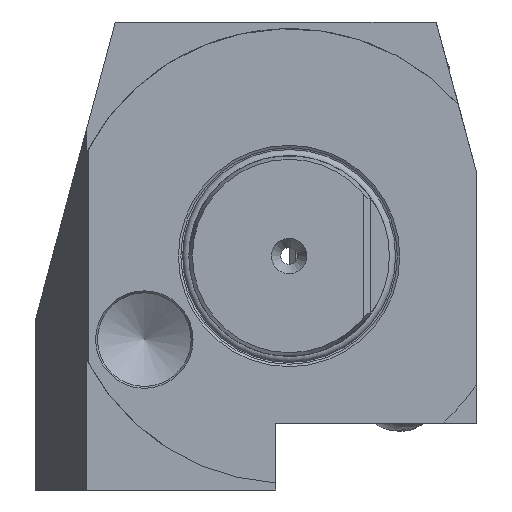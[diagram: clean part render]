
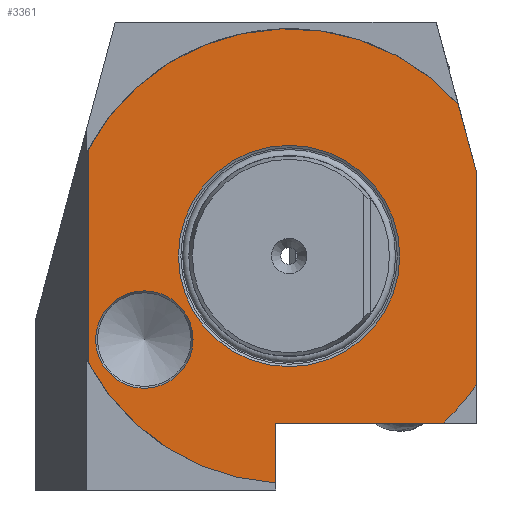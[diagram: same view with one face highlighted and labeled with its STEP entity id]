
A CAD part, front view. The second image highlights one B-rep face of the part: STEP entity #3361.
In plain terms, the highlighted planar face has unit normal (0, -1, 0).
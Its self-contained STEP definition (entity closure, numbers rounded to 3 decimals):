
#66 = DIRECTION ( 'NONE',  ( 0., 0., 1. ) ) ;
#88 = CARTESIAN_POINT ( 'NONE',  ( 0., 0., 0. ) ) ;
#564 = VERTEX_POINT ( 'NONE', #2491 ) ;
#888 = ORIENTED_EDGE ( 'NONE', *, *, #7655, .T. ) ;
#899 = EDGE_CURVE ( 'NONE', #2823, #4996, #4148, .T. ) ;
#972 = EDGE_CURVE ( 'NONE', #6743, #10007, #3147, .T. ) ;
#1208 = CIRCLE ( 'NONE', #3083, 7.289 ) ;
#1276 = LINE ( 'NONE', #5732, #5344 ) ;
#1303 = ORIENTED_EDGE ( 'NONE', *, *, #899, .F. ) ;
#1402 = CARTESIAN_POINT ( 'NONE',  ( -21.651, 0., -12.5 ) ) ;
#1525 = EDGE_LOOP ( 'NONE', ( #7867 ) ) ;
#1603 = ORIENTED_EDGE ( 'NONE', *, *, #3581, .T. ) ;
#2058 = CARTESIAN_POINT ( 'NONE',  ( -30., 0., -16. ) ) ;
#2226 = DIRECTION ( 'NONE',  ( 1., 0., 0. ) ) ;
#2491 = CARTESIAN_POINT ( 'NONE',  ( -16.55, 0., 0. ) ) ;
#2506 = CARTESIAN_POINT ( 'NONE',  ( -2., 0., -25. ) ) ;
#2553 = CARTESIAN_POINT ( 'NONE',  ( 0., 0., 0. ) ) ;
#2785 = CARTESIAN_POINT ( 'NONE',  ( 25.289, 0., 22.726 ) ) ;
#2823 = VERTEX_POINT ( 'NONE', #9332 ) ;
#2918 = ORIENTED_EDGE ( 'NONE', *, *, #3654, .F. ) ;
#3083 = AXIS2_PLACEMENT_3D ( 'NONE', #1402, #7131, #2226 ) ;
#3147 = CIRCLE ( 'NONE', #6504, 34. ) ;
#3152 = ORIENTED_EDGE ( 'NONE', *, *, #5938, .F. ) ;
#3184 = DIRECTION ( 'NONE',  ( 1., 0., 0. ) ) ;
#3240 = AXIS2_PLACEMENT_3D ( 'NONE', #88, #4869, #8371 ) ;
#3308 = FACE_OUTER_BOUND ( 'NONE', #6451, .T. ) ;
#3361 = ADVANCED_FACE ( 'NONE', ( #9620, #3308, #7687 ), #10165, .T. ) ;
#3383 = DIRECTION ( 'NONE',  ( -1., 0., 0. ) ) ;
#3512 = CARTESIAN_POINT ( 'NONE',  ( -30., 0., 16. ) ) ;
#3581 = EDGE_CURVE ( 'NONE', #5316, #10007, #7272, .T. ) ;
#3582 = ORIENTED_EDGE ( 'NONE', *, *, #5472, .T. ) ;
#3645 = DIRECTION ( 'NONE',  ( 0., -1., 0. ) ) ;
#3654 = EDGE_CURVE ( 'NONE', #8571, #4903, #6602, .T. ) ;
#3739 = LINE ( 'NONE', #6029, #7846 ) ;
#3774 = VERTEX_POINT ( 'NONE', #9832 ) ;
#3851 = ORIENTED_EDGE ( 'NONE', *, *, #972, .F. ) ;
#4008 = CARTESIAN_POINT ( 'NONE',  ( 0., 0., 0. ) ) ;
#4138 = CARTESIAN_POINT ( 'NONE',  ( -30., 0., -35. ) ) ;
#4148 = CIRCLE ( 'NONE', #3240, 34. ) ;
#4286 = ORIENTED_EDGE ( 'NONE', *, *, #8895, .T. ) ;
#4695 = CARTESIAN_POINT ( 'NONE',  ( 28., 0., 0. ) ) ;
#4764 = AXIS2_PLACEMENT_3D ( 'NONE', #2553, #8309, #3383 ) ;
#4824 = DIRECTION ( 'NONE',  ( -1., 0., 0. ) ) ;
#4869 = DIRECTION ( 'NONE',  ( 0., 1., 0. ) ) ;
#4903 = VERTEX_POINT ( 'NONE', #2785 ) ;
#4955 = DIRECTION ( 'NONE',  ( -1., 0., 0. ) ) ;
#4996 = VERTEX_POINT ( 'NONE', #2058 ) ;
#5125 = AXIS2_PLACEMENT_3D ( 'NONE', #4008, #9776, #4824 ) ;
#5316 = VERTEX_POINT ( 'NONE', #2506 ) ;
#5344 = VECTOR ( 'NONE', #6568, 1000. ) ;
#5374 = AXIS2_PLACEMENT_3D ( 'NONE', #8558, #3645, #9391 ) ;
#5438 = CARTESIAN_POINT ( 'NONE',  ( 28., 0., -19.287 ) ) ;
#5472 = EDGE_CURVE ( 'NONE', #7462, #4903, #3739, .T. ) ;
#5506 = DIRECTION ( 'NONE',  ( 0., 0., 1. ) ) ;
#5596 = EDGE_LOOP ( 'NONE', ( #9437 ) ) ;
#5691 = CARTESIAN_POINT ( 'NONE',  ( 0., 0., 0. ) ) ;
#5732 = CARTESIAN_POINT ( 'NONE',  ( -2., 0., 0. ) ) ;
#5938 = EDGE_CURVE ( 'NONE', #4996, #8571, #6533, .T. ) ;
#6018 = CARTESIAN_POINT ( 'NONE',  ( 28., 0., 12.608 ) ) ;
#6029 = CARTESIAN_POINT ( 'NONE',  ( 28.168, 0., 11.982 ) ) ;
#6451 = EDGE_LOOP ( 'NONE', ( #3152, #1303, #4286, #1603, #3851, #888, #3582, #2918 ) ) ;
#6504 = AXIS2_PLACEMENT_3D ( 'NONE', #5691, #10021, #4955 ) ;
#6533 = LINE ( 'NONE', #4138, #8742 ) ;
#6568 = DIRECTION ( 'NONE',  ( 0., 0., 1. ) ) ;
#6602 = CIRCLE ( 'NONE', #4764, 34. ) ;
#6675 = LINE ( 'NONE', #4695, #8619 ) ;
#6743 = VERTEX_POINT ( 'NONE', #5438 ) ;
#6878 = DIRECTION ( 'NONE',  ( -0.259, 0., 0.966 ) ) ;
#7012 = VECTOR ( 'NONE', #3184, 1000. ) ;
#7131 = DIRECTION ( 'NONE',  ( 0., 1., 0. ) ) ;
#7245 = EDGE_CURVE ( 'NONE', #3774, #3774, #1208, .T. ) ;
#7272 = LINE ( 'NONE', #8923, #7012 ) ;
#7462 = VERTEX_POINT ( 'NONE', #6018 ) ;
#7655 = EDGE_CURVE ( 'NONE', #6743, #7462, #6675, .T. ) ;
#7687 = FACE_BOUND ( 'NONE', #1525, .T. ) ;
#7846 = VECTOR ( 'NONE', #6878, 1000. ) ;
#7867 = ORIENTED_EDGE ( 'NONE', *, *, #10032, .T. ) ;
#8032 = CARTESIAN_POINT ( 'NONE',  ( 23.043, 0., -25. ) ) ;
#8309 = DIRECTION ( 'NONE',  ( 0., 1., 0. ) ) ;
#8371 = DIRECTION ( 'NONE',  ( -1., 0., 0. ) ) ;
#8558 = CARTESIAN_POINT ( 'NONE',  ( -16.55, 0., 0. ) ) ;
#8571 = VERTEX_POINT ( 'NONE', #3512 ) ;
#8619 = VECTOR ( 'NONE', #5506, 1000. ) ;
#8742 = VECTOR ( 'NONE', #66, 1000. ) ;
#8895 = EDGE_CURVE ( 'NONE', #2823, #5316, #1276, .T. ) ;
#8923 = CARTESIAN_POINT ( 'NONE',  ( -16.55, 0., -25. ) ) ;
#9332 = CARTESIAN_POINT ( 'NONE',  ( -2., 0., -33.941 ) ) ;
#9391 = DIRECTION ( 'NONE',  ( 1., 0., 0. ) ) ;
#9437 = ORIENTED_EDGE ( 'NONE', *, *, #7245, .T. ) ;
#9620 = FACE_BOUND ( 'NONE', #5596, .T. ) ;
#9776 = DIRECTION ( 'NONE',  ( 0., 1., 0. ) ) ;
#9832 = CARTESIAN_POINT ( 'NONE',  ( -14.362, 0., -12.5 ) ) ;
#10007 = VERTEX_POINT ( 'NONE', #8032 ) ;
#10021 = DIRECTION ( 'NONE',  ( 0., 1., 0. ) ) ;
#10032 = EDGE_CURVE ( 'NONE', #564, #564, #10611, .T. ) ;
#10165 = PLANE ( 'NONE',  #5374 ) ;
#10611 = CIRCLE ( 'NONE', #5125, 16.55 ) ;
